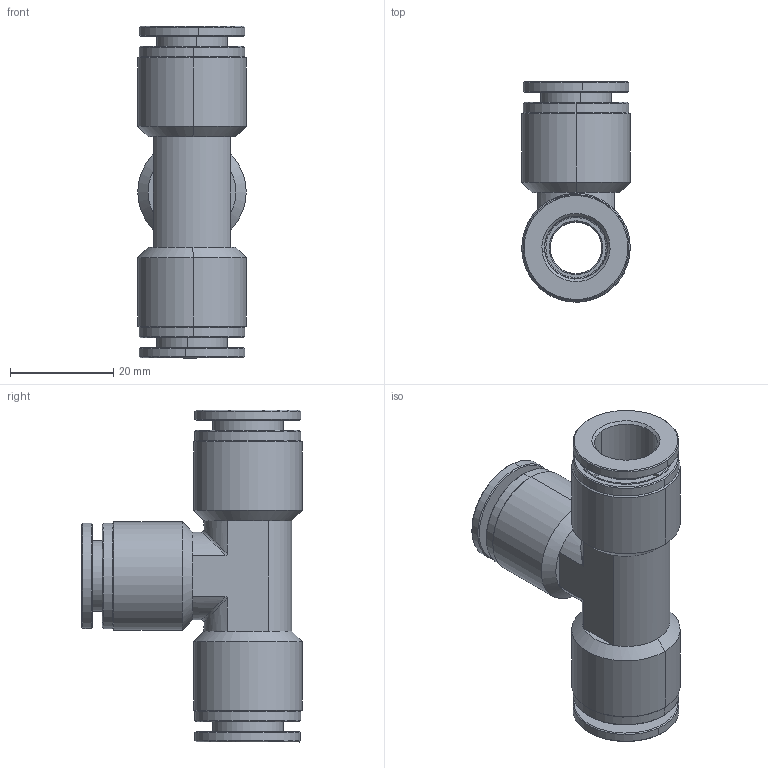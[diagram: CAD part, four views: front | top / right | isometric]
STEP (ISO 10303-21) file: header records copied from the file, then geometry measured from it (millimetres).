
FILE_DESCRIPTION (( 'STEP AP214' ), '1' );
FILE_NAME ('TUS12W.STEP', '2018-07-03T23:55:05', ( '' ), ( '' ), 'SwSTEP 2.0', 'SolidWorks 2016', '' );
FILE_SCHEMA (( 'AUTOMOTIVE_DESIGN' ));
Length unit declared in the file: millimetre
Products named in the file (1): TUS12W
Bounding box: 21 x 42.63 x 64.26 mm (x, y, z)
Volume: 14426.3 mm3; surface area: 20449.2 mm2
Topology: 15 solids, 16 shells, 1296 faces, 3562 edges, 2307 vertices
Faces by surface type: plane 458, cone 405, bspline 218, cylinder 209, torus 6
Entity records: 60291 total; most frequent: CARTESIAN_POINT 15737, ORIENTED_EDGE 7124, DIRECTION 5333, EDGE_CURVE 3562, VERTEX_POINT 2309, AXIS2_PLACEMENT_3D 2181, B_SPLINE_CURVE_WITH_KNOTS 1456, EDGE_LOOP 1341
